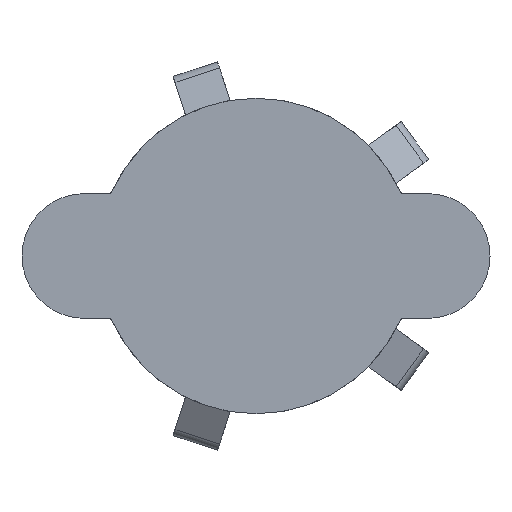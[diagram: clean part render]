
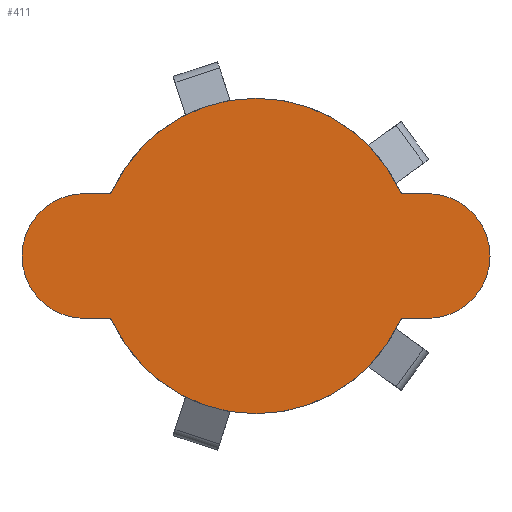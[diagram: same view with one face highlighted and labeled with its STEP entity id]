
A CAD part, front view. The second image highlights one B-rep face of the part: STEP entity #411.
In plain terms, the highlighted planar face has unit normal (0, -1, 0).
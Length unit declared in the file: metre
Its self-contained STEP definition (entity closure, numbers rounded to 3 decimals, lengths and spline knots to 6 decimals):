
#411 = ADVANCED_FACE( '', ( #794 ), #795, .F. );
#794 = FACE_OUTER_BOUND( '', #1193, .T. );
#795 = PLANE( '', #1194 );
#1193 = EDGE_LOOP( '', ( #2606, #2607, #2608, #2609, #2610, #2611, #2612, #2613, #2614, #2615, #2616, #2617 ) );
#1194 = AXIS2_PLACEMENT_3D( '', #2618, #2619, #2620 );
#2606 = ORIENTED_EDGE( '', *, *, #3118, .F. );
#2607 = ORIENTED_EDGE( '', *, *, #3108, .T. );
#2608 = ORIENTED_EDGE( '', *, *, #3078, .F. );
#2609 = ORIENTED_EDGE( '', *, *, #3085, .F. );
#2610 = ORIENTED_EDGE( '', *, *, #3088, .F. );
#2611 = ORIENTED_EDGE( '', *, *, #3104, .T. );
#2612 = ORIENTED_EDGE( '', *, *, #3119, .F. );
#2613 = ORIENTED_EDGE( '', *, *, #3102, .T. );
#2614 = ORIENTED_EDGE( '', *, *, #3094, .F. );
#2615 = ORIENTED_EDGE( '', *, *, #3121, .F. );
#2616 = ORIENTED_EDGE( '', *, *, #3113, .F. );
#2617 = ORIENTED_EDGE( '', *, *, #3110, .T. );
#2618 = CARTESIAN_POINT( '', ( 0., -0.112, 0. ) );
#2619 = DIRECTION( '', ( 0., 1., 0. ) );
#2620 = DIRECTION( '', ( 0., 0., 1. ) );
#3078 = EDGE_CURVE( '', #3789, #3790, #3791, .T. );
#3085 = EDGE_CURVE( '', #3801, #3789, #3803, .T. );
#3088 = EDGE_CURVE( '', #3807, #3801, #3809, .T. );
#3094 = EDGE_CURVE( '', #3819, #3820, #3821, .T. );
#3102 = EDGE_CURVE( '', #3833, #3820, #3834, .T. );
#3104 = EDGE_CURVE( '', #3807, #3836, #3837, .T. );
#3108 = EDGE_CURVE( '', #3843, #3790, #3844, .T. );
#3110 = EDGE_CURVE( '', #3846, #3847, #3848, .T. );
#3113 = EDGE_CURVE( '', #3846, #3851, #3852, .T. );
#3118 = EDGE_CURVE( '', #3843, #3847, #3860, .T. );
#3119 = EDGE_CURVE( '', #3833, #3836, #3861, .T. );
#3121 = EDGE_CURVE( '', #3851, #3819, #3863, .T. );
#3789 = VERTEX_POINT( '', #5277 );
#3790 = VERTEX_POINT( '', #5278 );
#3791 = LINE( '', #5279, #5280 );
#3801 = VERTEX_POINT( '', #5298 );
#3803 = CIRCLE( '', #5301, 0.04 );
#3807 = VERTEX_POINT( '', #5310 );
#3809 = LINE( '', #5313, #5314 );
#3819 = VERTEX_POINT( '', #5327 );
#3820 = VERTEX_POINT( '', #5328 );
#3821 = LINE( '', #5329, #5330 );
#3833 = VERTEX_POINT( '', #5380 );
#3834 = CIRCLE( '', #5381, 0.003 );
#3836 = VERTEX_POINT( '', #5384 );
#3837 = CIRCLE( '', #5385, 0.003 );
#3843 = VERTEX_POINT( '', #5418 );
#3844 = CIRCLE( '', #5419, 0.003 );
#3846 = VERTEX_POINT( '', #5422 );
#3847 = VERTEX_POINT( '', #5423 );
#3848 = CIRCLE( '', #5424, 0.003 );
#3851 = VERTEX_POINT( '', #5429 );
#3852 = LINE( '', #5430, #5431 );
#3860 = CIRCLE( '', #5440, 0.1011 );
#3861 = CIRCLE( '', #5441, 0.1011 );
#3863 = CIRCLE( '', #5443, 0.04 );
#5277 = CARTESIAN_POINT( '', ( 0.11, -0.112, -0.04 ) );
#5278 = CARTESIAN_POINT( '', ( 0.094804, -0.112, -0.04 ) );
#5279 = CARTESIAN_POINT( '', ( 0.11, -0.112, -0.04 ) );
#5280 = VECTOR( '', #6107, 1. );
#5298 = CARTESIAN_POINT( '', ( 0.11, -0.112, 0.04 ) );
#5301 = AXIS2_PLACEMENT_3D( '', #6115, #6116, #6117 );
#5310 = CARTESIAN_POINT( '', ( 0.094804, -0.112, 0.04 ) );
#5313 = CARTESIAN_POINT( '', ( 0.07, -0.112, 0.04 ) );
#5314 = VECTOR( '', #6119, 1. );
#5327 = CARTESIAN_POINT( '', ( -0.11, -0.112, 0.04 ) );
#5328 = CARTESIAN_POINT( '', ( -0.094804, -0.112, 0.04 ) );
#5329 = CARTESIAN_POINT( '', ( -0.11, -0.112, 0.04 ) );
#5330 = VECTOR( '', #6129, 1. );
#5380 = CARTESIAN_POINT( '', ( -0.092072, -0.112, 0.041761 ) );
#5381 = AXIS2_PLACEMENT_3D( '', #6135, #6136, #6137 );
#5384 = CARTESIAN_POINT( '', ( 0.092072, -0.112, 0.041761 ) );
#5385 = AXIS2_PLACEMENT_3D( '', #6139, #6140, #6141 );
#5418 = CARTESIAN_POINT( '', ( 0.092072, -0.112, -0.041761 ) );
#5419 = AXIS2_PLACEMENT_3D( '', #6143, #6144, #6145 );
#5422 = CARTESIAN_POINT( '', ( -0.094804, -0.112, -0.04 ) );
#5423 = CARTESIAN_POINT( '', ( -0.092072, -0.112, -0.041761 ) );
#5424 = AXIS2_PLACEMENT_3D( '', #6147, #6148, #6149 );
#5429 = CARTESIAN_POINT( '', ( -0.11, -0.112, -0.04 ) );
#5430 = CARTESIAN_POINT( '', ( -0.07, -0.112, -0.04 ) );
#5431 = VECTOR( '', #6152, 1. );
#5440 = AXIS2_PLACEMENT_3D( '', #6163, #6164, #6165 );
#5441 = AXIS2_PLACEMENT_3D( '', #6166, #6167, #6168 );
#5443 = AXIS2_PLACEMENT_3D( '', #6172, #6173, #6174 );
#6107 = DIRECTION( '', ( -1., 0., 0. ) );
#6115 = CARTESIAN_POINT( '', ( 0.11, -0.112, 0. ) );
#6116 = DIRECTION( '', ( 0., 1., 0. ) );
#6117 = DIRECTION( '', ( 0., 0., 1. ) );
#6119 = DIRECTION( '', ( 1., 0., 0. ) );
#6129 = DIRECTION( '', ( 1., 0., 0. ) );
#6135 = CARTESIAN_POINT( '', ( -0.094804, -0.112, 0.043 ) );
#6136 = DIRECTION( '', ( 0., 1., 0. ) );
#6137 = DIRECTION( '', ( 0., 0., 1. ) );
#6139 = CARTESIAN_POINT( '', ( 0.094804, -0.112, 0.043 ) );
#6140 = DIRECTION( '', ( 0., 1., 0. ) );
#6141 = DIRECTION( '', ( 0., 0., 1. ) );
#6143 = CARTESIAN_POINT( '', ( 0.094804, -0.112, -0.043 ) );
#6144 = DIRECTION( '', ( 0., 1., 0. ) );
#6145 = DIRECTION( '', ( 0., 0., 1. ) );
#6147 = CARTESIAN_POINT( '', ( -0.094804, -0.112, -0.043 ) );
#6148 = DIRECTION( '', ( 0., 1., 0. ) );
#6149 = DIRECTION( '', ( 0., 0., 1. ) );
#6152 = DIRECTION( '', ( -1., 0., 0. ) );
#6163 = CARTESIAN_POINT( '', ( 0., -0.112, 0. ) );
#6164 = DIRECTION( '', ( 0., 1., 0. ) );
#6165 = DIRECTION( '', ( 0., 0., 1. ) );
#6166 = CARTESIAN_POINT( '', ( 0., -0.112, 0. ) );
#6167 = DIRECTION( '', ( 0., 1., 0. ) );
#6168 = DIRECTION( '', ( 0., 0., 1. ) );
#6172 = CARTESIAN_POINT( '', ( -0.11, -0.112, 0. ) );
#6173 = DIRECTION( '', ( 0., 1., 0. ) );
#6174 = DIRECTION( '', ( 0., 0., 1. ) );
